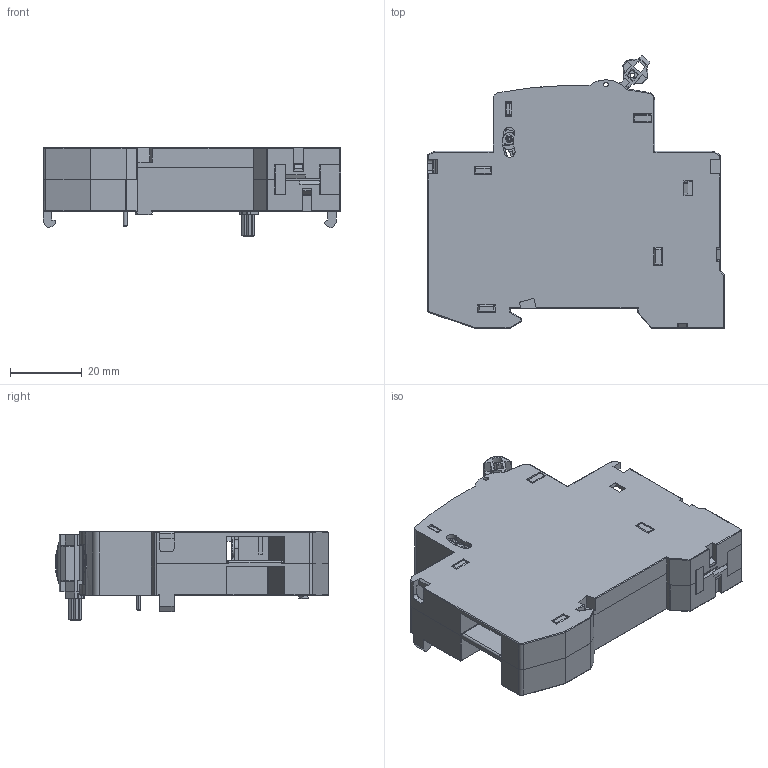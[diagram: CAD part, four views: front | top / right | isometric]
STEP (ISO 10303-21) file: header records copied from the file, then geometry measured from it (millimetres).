
FILE_DESCRIPTION (( 'STEP AP203' ), '1' );
FILE_NAME ('M2SH1 --170796001.STEP', '2022-03-25T10:36:50', ( '' ), ( '' ), 'SwSTEP 2.0', 'SolidWorks 2017', '' );
FILE_SCHEMA (( 'CONFIG_CONTROL_DESIGN' ));
Products named in the file (1): M2SH1 --170796001
Bounding box: 82.7 x 75.81 x 24.6 mm (x, y, z)
Surface area: 26557.5 mm2 (no closed solid volume)
Topology: 0 solids, 26 shells, 843 faces, 3561 edges, 2648 vertices
Faces by surface type: plane 464, cylinder 277, bspline 93, cone 7, torus 2
Entity records: 41694 total; most frequent: CARTESIAN_POINT 15376, ORIENTED_EDGE 5310, DIRECTION 4621, EDGE_CURVE 3528, VERTEX_POINT 2648, LINE 2201, VECTOR 2201, AXIS2_PLACEMENT_3D 1210
